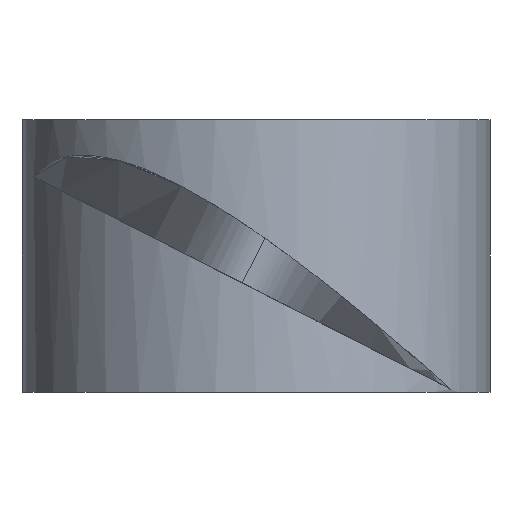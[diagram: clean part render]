
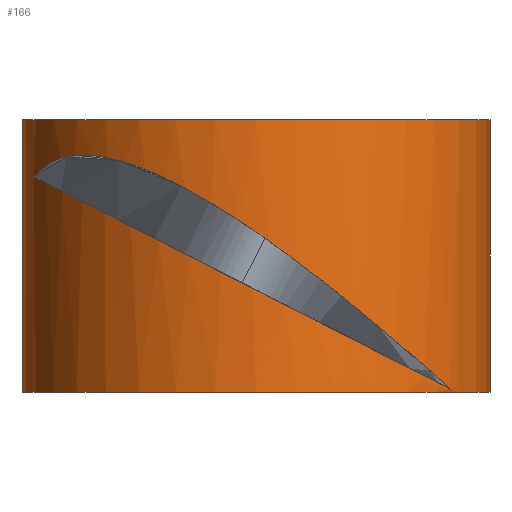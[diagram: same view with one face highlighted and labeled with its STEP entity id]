
A CAD part, left-side view. The second image highlights one B-rep face of the part: STEP entity #166.
In plain terms, the highlighted cylindrical face has radius 4.915 mm (diameter 9.83 mm), a full revolution.
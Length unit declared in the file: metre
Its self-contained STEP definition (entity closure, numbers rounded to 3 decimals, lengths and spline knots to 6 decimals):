
#26=B_SPLINE_CURVE_WITH_KNOTS('',3,(#240,#241,#242,#243),.UNSPECIFIED.,
 .F.,.F.,(4,4),(0.001687,0.001698),.UNSPECIFIED.);
#27=B_SPLINE_CURVE_WITH_KNOTS('',3,(#245,#246,#247,#248,#249,#250,#251,
#252,#253),.UNSPECIFIED.,.F.,.F.,(4,1,1,1,1,1,4),(0.000014,0.001568,
0.003122,0.004676,0.006231,0.009339,
0.012447),.UNSPECIFIED.);
#28=B_SPLINE_CURVE_WITH_KNOTS('',3,(#255,#256,#257,#258),.UNSPECIFIED.,
 .F.,.F.,(4,4),(0.,0.000001),.UNSPECIFIED.);
#29=B_SPLINE_CURVE_WITH_KNOTS('',3,(#259,#260,#261,#262),.UNSPECIFIED.,
 .F.,.F.,(4,4),(0.001398,0.0014),.UNSPECIFIED.);
#30=B_SPLINE_CURVE_WITH_KNOTS('',3,(#267,#268,#269,#270),.UNSPECIFIED.,
 .F.,.F.,(4,4),(0.,0.000011),.UNSPECIFIED.);
#31=B_SPLINE_CURVE_WITH_KNOTS('',3,(#272,#273,#274,#275,#276,#277,#278,
#279,#280,#281),.UNSPECIFIED.,.F.,.F.,(4,1,1,1,1,1,1,4),(0.000143,
0.003228,0.004771,0.006314,0.007856,
0.009399,0.010942,0.012484),
 .UNSPECIFIED.);
#40=ELLIPSE('',#194,0.005516,0.004915);
#41=ELLIPSE('',#195,0.005516,0.004915);
#42=ORIENTED_EDGE('',*,*,#86,.T.);
#43=ORIENTED_EDGE('',*,*,#87,.F.);
#44=ORIENTED_EDGE('',*,*,#88,.F.);
#45=ORIENTED_EDGE('',*,*,#89,.F.);
#46=ORIENTED_EDGE('',*,*,#90,.T.);
#47=ORIENTED_EDGE('',*,*,#91,.F.);
#48=ORIENTED_EDGE('',*,*,#92,.T.);
#49=ORIENTED_EDGE('',*,*,#93,.T.);
#50=ORIENTED_EDGE('',*,*,#94,.T.);
#51=ORIENTED_EDGE('',*,*,#95,.F.);
#86=EDGE_CURVE('',#108,#108,#124,.T.);
#87=EDGE_CURVE('',#109,#109,#125,.T.);
#88=EDGE_CURVE('',#110,#111,#40,.T.);
#89=EDGE_CURVE('',#112,#110,#26,.T.);
#90=EDGE_CURVE('',#112,#113,#27,.T.);
#91=EDGE_CURVE('',#111,#113,#28,.T.);
#92=EDGE_CURVE('',#114,#115,#29,.T.);
#93=EDGE_CURVE('',#115,#116,#41,.F.);
#94=EDGE_CURVE('',#116,#117,#30,.T.);
#95=EDGE_CURVE('',#114,#117,#31,.T.);
#108=VERTEX_POINT('',#234);
#109=VERTEX_POINT('',#236);
#110=VERTEX_POINT('',#238);
#111=VERTEX_POINT('',#239);
#112=VERTEX_POINT('',#244);
#113=VERTEX_POINT('',#254);
#114=VERTEX_POINT('',#263);
#115=VERTEX_POINT('',#264);
#116=VERTEX_POINT('',#266);
#117=VERTEX_POINT('',#271);
#124=CIRCLE('',#192,0.004915);
#125=CIRCLE('',#193,0.004915);
#128=EDGE_LOOP('',(#42));
#129=EDGE_LOOP('',(#43));
#130=EDGE_LOOP('',(#44,#45,#46,#47));
#131=EDGE_LOOP('',(#48,#49,#50,#51));
#146=FACE_BOUND('',#128,.T.);
#147=FACE_BOUND('',#129,.T.);
#148=FACE_BOUND('',#130,.T.);
#149=FACE_BOUND('',#131,.T.);
#164=CYLINDRICAL_SURFACE('',#191,0.004915);
#166=ADVANCED_FACE('',(#146,#147,#148,#149),#164,.T.);
#191=AXIS2_PLACEMENT_3D('',#232,#205,#206);
#192=AXIS2_PLACEMENT_3D('',#233,#207,#208);
#193=AXIS2_PLACEMENT_3D('',#235,#209,#210);
#194=AXIS2_PLACEMENT_3D('',#237,#211,#212);
#195=AXIS2_PLACEMENT_3D('',#265,#213,#214);
#205=DIRECTION('',(0.,0.,-1.));
#206=DIRECTION('',(-1.,0.,0.));
#207=DIRECTION('',(0.,0.,1.));
#208=DIRECTION('',(1.,0.,0.));
#209=DIRECTION('',(0.,0.,1.));
#210=DIRECTION('',(1.,0.,0.));
#211=DIRECTION('',(0.,-0.454,0.891));
#212=DIRECTION('',(0.,-0.891,-0.454));
#213=DIRECTION('',(0.,0.454,0.891));
#214=DIRECTION('',(0.,0.891,-0.454));
#232=CARTESIAN_POINT('',(0.,0.,0.002858));
#233=CARTESIAN_POINT('',(0.,0.,-0.002858));
#234=CARTESIAN_POINT('',(0.004915,0.,-0.002858));
#235=CARTESIAN_POINT('',(0.,0.,0.002858));
#236=CARTESIAN_POINT('',(0.004915,0.,0.002858));
#237=CARTESIAN_POINT('',(0.,0.,-0.000713));
#238=CARTESIAN_POINT('',(-0.001544,0.004666,0.001665));
#239=CARTESIAN_POINT('',(-0.00273,-0.004087,-0.002795));
#240=CARTESIAN_POINT('',(-0.001553,0.004663,0.001671));
#241=CARTESIAN_POINT('',(-0.00155,0.004664,0.001669));
#242=CARTESIAN_POINT('',(-0.001547,0.004665,0.001667));
#243=CARTESIAN_POINT('',(-0.001544,0.004666,0.001665));
#244=CARTESIAN_POINT('',(-0.001553,0.004663,0.001671));
#245=CARTESIAN_POINT('',(-0.001553,0.004663,0.001671));
#246=CARTESIAN_POINT('',(-0.002016,0.004509,0.001857));
#247=CARTESIAN_POINT('',(-0.002921,0.004056,0.002176));
#248=CARTESIAN_POINT('',(-0.004051,0.002925,0.002091));
#249=CARTESIAN_POINT('',(-0.004716,0.001603,0.001522));
#250=CARTESIAN_POINT('',(-0.005045,-0.000158,0.000446));
#251=CARTESIAN_POINT('',(-0.004612,-0.00222,-0.001151));
#252=CARTESIAN_POINT('',(-0.003508,-0.003567,-0.002329));
#253=CARTESIAN_POINT('',(-0.002729,-0.004088,-0.002794));
#254=CARTESIAN_POINT('',(-0.002729,-0.004088,-0.002794));
#255=CARTESIAN_POINT('',(-0.00273,-0.004087,-0.002795));
#256=CARTESIAN_POINT('',(-0.00273,-0.004087,-0.002795));
#257=CARTESIAN_POINT('',(-0.00273,-0.004087,-0.002794));
#258=CARTESIAN_POINT('',(-0.002729,-0.004088,-0.002794));
#259=CARTESIAN_POINT('',(0.002729,0.004088,-0.002794));
#260=CARTESIAN_POINT('',(0.00273,0.004087,-0.002794));
#261=CARTESIAN_POINT('',(0.00273,0.004087,-0.002795));
#262=CARTESIAN_POINT('',(0.00273,0.004087,-0.002795));
#263=CARTESIAN_POINT('',(0.002729,0.004088,-0.002794));
#264=CARTESIAN_POINT('',(0.00273,0.004087,-0.002795));
#265=CARTESIAN_POINT('',(0.,0.,-0.000713));
#266=CARTESIAN_POINT('',(0.001544,-0.004666,0.001665));
#267=CARTESIAN_POINT('',(0.001544,-0.004666,0.001665));
#268=CARTESIAN_POINT('',(0.001547,-0.004665,0.001667));
#269=CARTESIAN_POINT('',(0.00155,-0.004664,0.001669));
#270=CARTESIAN_POINT('',(0.001553,-0.004663,0.001671));
#271=CARTESIAN_POINT('',(0.001553,-0.004663,0.001671));
#272=CARTESIAN_POINT('',(0.002729,0.004088,-0.002794));
#273=CARTESIAN_POINT('',(0.003505,0.00357,-0.002331));
#274=CARTESIAN_POINT('',(0.004339,0.002558,-0.001445));
#275=CARTESIAN_POINT('',(0.00487,0.000977,-0.000191));
#276=CARTESIAN_POINT('',(0.004963,-0.000277,0.000711));
#277=CARTESIAN_POINT('',(0.004717,-0.001599,0.00152));
#278=CARTESIAN_POINT('',(0.004053,-0.002922,0.00209));
#279=CARTESIAN_POINT('',(0.002924,-0.004054,0.002177));
#280=CARTESIAN_POINT('',(0.002017,-0.004509,0.001858));
#281=CARTESIAN_POINT('',(0.001553,-0.004663,0.001671));
